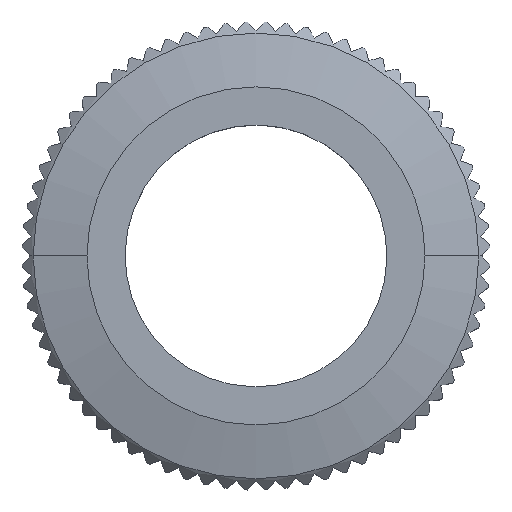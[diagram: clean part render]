
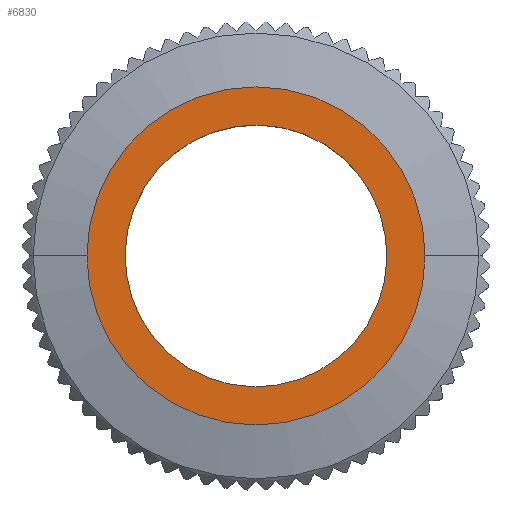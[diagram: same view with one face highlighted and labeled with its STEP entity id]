
A CAD part, top view. The second image highlights one B-rep face of the part: STEP entity #6830.
In plain terms, the highlighted planar face has unit normal (0, 0, 1).
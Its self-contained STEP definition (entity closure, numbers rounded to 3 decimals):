
#2360=CARTESIAN_POINT('',(7.239,-13.251,10.7));
#2370=VERTEX_POINT('',#2360);
#2400=CARTESIAN_POINT('',(0.,0.,10.7));
#2410=DIRECTION('',(0.,0.,1.));
#2420=DIRECTION('',(-0.479,0.878,0.));
#2430=AXIS2_PLACEMENT_3D('',#2400,#2410,#2420);
#2440=CIRCLE('',#2430,15.1);
#2450=CARTESIAN_POINT('',(-7.239,13.251,10.7));
#2460=VERTEX_POINT('',#2450);
#2470=EDGE_CURVE('',#2460,#2370,#2440,.T.);
#6580=CARTESIAN_POINT('',(0.,19.5,10.7));
#6590=DIRECTION('',(0.,0.,1.));
#6600=DIRECTION('',(1.,0.,0.));
#6610=AXIS2_PLACEMENT_3D('',#6580,#6590,#6600);
#6620=PLANE('',#6610);
#6630=ORIENTED_EDGE('',*,*,#2470,.F.);
#6640=EDGE_CURVE('',#2370,#2460,#2440,.T.);
#6650=ORIENTED_EDGE('',*,*,#6640,.F.);
#6660=EDGE_LOOP('',(#6650,#6630));
#6670=FACE_BOUND('',#6660,.T.);
#6680=CARTESIAN_POINT('',(0.,0.,10.7
));
#6690=DIRECTION('',(0.,0.,-1.));
#6700=DIRECTION('',(0.044,-0.999,0.));
#6710=AXIS2_PLACEMENT_3D('',#6680,#6690,#6700);
#6720=CIRCLE('',#6710,19.5);
#6730=CARTESIAN_POINT('',(-19.5,0.,10.7));
#6740=VERTEX_POINT('',#6730);
#6750=CARTESIAN_POINT('',(19.5,0.,10.7));
#6760=VERTEX_POINT('',#6750);
#6770=EDGE_CURVE('',#6740,#6760,#6720,.T.);
#6780=ORIENTED_EDGE('',*,*,#6770,.F.);
#6790=EDGE_CURVE('',#6760,#6740,#6720,.T.);
#6800=ORIENTED_EDGE('',*,*,#6790,.F.);
#6810=EDGE_LOOP('',(#6800,#6780));
#6820=FACE_OUTER_BOUND('',#6810,.T.);
#6830=ADVANCED_FACE('',(#6670,#6820),#6620,.T.);
